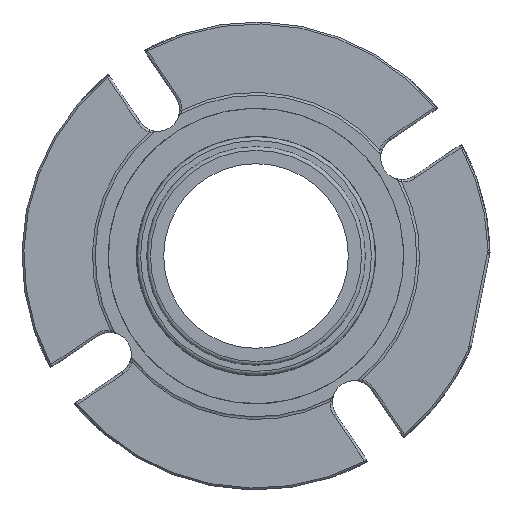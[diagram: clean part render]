
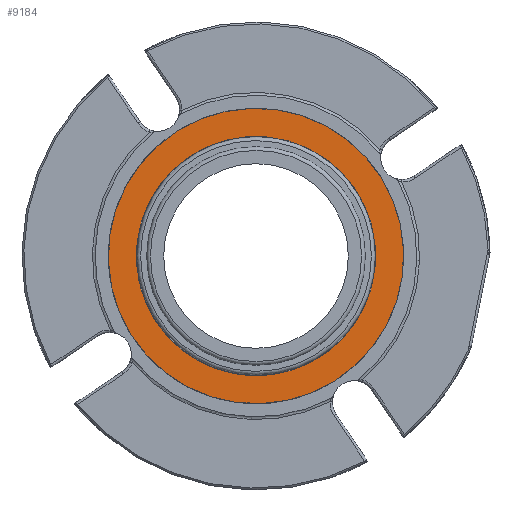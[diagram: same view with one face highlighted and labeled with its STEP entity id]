
A CAD part, left-side view. The second image highlights one B-rep face of the part: STEP entity #9184.
In plain terms, the highlighted planar face has unit normal (-1, 0, 0).
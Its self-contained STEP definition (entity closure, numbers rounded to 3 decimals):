
#1698=PLANE('',#10098);
#3940=ORIENTED_EDGE('',*,*,#5631,.T.);
#3941=ORIENTED_EDGE('',*,*,#5630,.F.);
#5630=EDGE_CURVE('',#6598,#6598,#7196,.F.);
#5631=EDGE_CURVE('',#6599,#6599,#7197,.T.);
#6598=VERTEX_POINT('',#18859);
#6599=VERTEX_POINT('',#18862);
#7196=CIRCLE('',#10097,48.578);
#7197=CIRCLE('',#10099,60.033);
#7782=EDGE_LOOP('',(#3940));
#7783=EDGE_LOOP('',(#3941));
#8421=FACE_BOUND('',#7782,.T.);
#8422=FACE_BOUND('',#7783,.T.);
#9184=ADVANCED_FACE('',(#8421,#8422),#1698,.F.);
#10097=AXIS2_PLACEMENT_3D('',#18858,#12278,#12279);
#10098=AXIS2_PLACEMENT_3D('',#18860,#12280,#12281);
#10099=AXIS2_PLACEMENT_3D('',#18861,#12282,#12283);
#12278=DIRECTION('',(1.,0.,0.));
#12279=DIRECTION('',(0.,0.,-1.));
#12280=DIRECTION('',(1.,0.,0.));
#12281=DIRECTION('',(0.,0.468,-0.884));
#12282=DIRECTION('',(-1.,0.,0.));
#12283=DIRECTION('',(0.,-0.468,0.884));
#18858=CARTESIAN_POINT('',(5.766,0.,0.));
#18859=CARTESIAN_POINT('',(5.766,0.,-48.578));
#18860=CARTESIAN_POINT('',(5.766,-28.088,53.057));
#18861=CARTESIAN_POINT('',(5.766,0.,0.));
#18862=CARTESIAN_POINT('',(5.766,-28.088,53.057));
